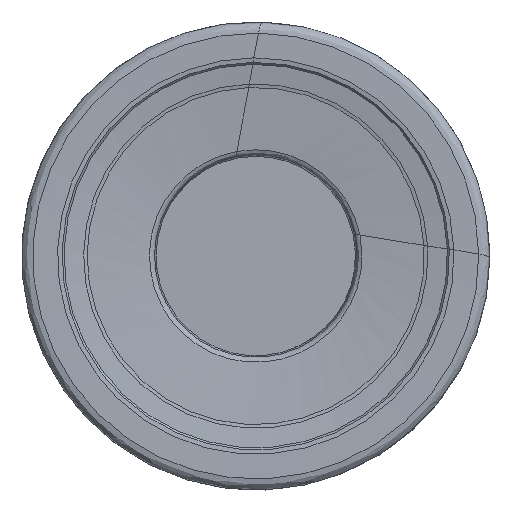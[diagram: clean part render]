
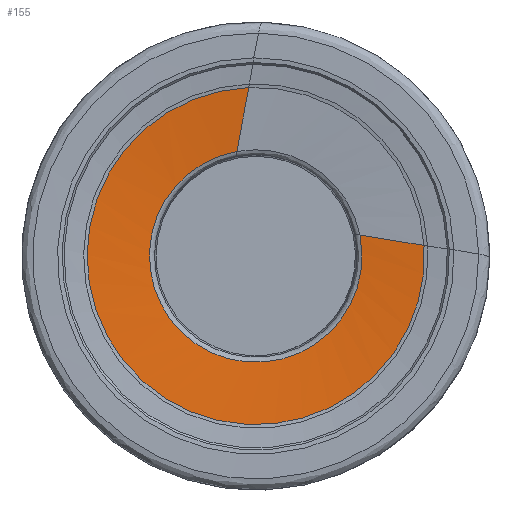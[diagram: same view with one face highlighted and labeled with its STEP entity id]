
A CAD part, left-side view. The second image highlights one B-rep face of the part: STEP entity #155.
In plain terms, the highlighted free-form (B-spline) face has degree [1, 3] with [2, 7] control points.
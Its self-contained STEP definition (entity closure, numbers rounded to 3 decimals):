
#155=ADVANCED_FACE('',(#276),#228,.F.);
#228=(
BOUNDED_SURFACE()
B_SPLINE_SURFACE(1,3,((#1849,#1850,#1851,#1852,#1853,#1854,#1855),(#1856,
#1857,#1858,#1859,#1860,#1861,#1862)),.UNSPECIFIED.,.F.,.F.,.F.)
B_SPLINE_SURFACE_WITH_KNOTS((2,2),(4,3,4),(0.,1.),(0.,0.5,1.),
 .UNSPECIFIED.)
GEOMETRIC_REPRESENTATION_ITEM()
RATIONAL_B_SPLINE_SURFACE(((1.,0.585,0.585,1.,0.585,
0.585,1.),(1.,0.585,0.585,1.,0.585,
0.585,1.)))
REPRESENTATION_ITEM('')
SURFACE()
);
#276=FACE_OUTER_BOUND('',#326,.T.);
#326=EDGE_LOOP('',(#566,#567,#568,#569));
#401=CIRCLE('',#986,11.522);
#423=CIRCLE('',#1014,7.262);
#566=ORIENTED_EDGE('',*,*,#854,.F.);
#567=ORIENTED_EDGE('',*,*,#787,.F.);
#568=ORIENTED_EDGE('',*,*,#855,.F.);
#569=ORIENTED_EDGE('',*,*,#851,.T.);
#711=VERTEX_POINT('',#1343);
#712=VERTEX_POINT('',#1345);
#756=VERTEX_POINT('',#1815);
#757=VERTEX_POINT('',#1816);
#787=EDGE_CURVE('',#712,#711,#401,.T.);
#851=EDGE_CURVE('',#756,#757,#423,.T.);
#854=EDGE_CURVE('',#711,#757,#940,.T.);
#855=EDGE_CURVE('',#756,#712,#941,.T.);
#940=LINE('',#1847,#980);
#941=LINE('',#1848,#981);
#980=VECTOR('',#1196,1.);
#981=VECTOR('',#1197,1.);
#986=AXIS2_PLACEMENT_3D('',#1358,#1098,#1099);
#1014=AXIS2_PLACEMENT_3D('',#1814,#1190,#1191);
#1098=DIRECTION('',(1.,0.,0.));
#1099=DIRECTION('',(0.,-0.998,0.063));
#1190=DIRECTION('',(1.,0.,0.));
#1191=DIRECTION('',(0.,-0.98,0.198));
#1196=DIRECTION('',(0.088,0.182,-0.979));
#1197=DIRECTION('',(-0.088,-0.983,-0.161));
#1343=CARTESIAN_POINT('',(0.494,0.477,11.512));
#1345=CARTESIAN_POINT('',(0.494,-11.499,0.724));
#1358=CARTESIAN_POINT('',(0.494,0.,0.));
#1814=CARTESIAN_POINT('',(0.887,0.,0.));
#1815=CARTESIAN_POINT('',(0.887,-7.118,1.44));
#1816=CARTESIAN_POINT('',(0.887,1.287,7.147));
#1847=CARTESIAN_POINT('',(0.887,1.287,7.147));
#1848=CARTESIAN_POINT('',(0.887,-7.118,1.44));
#1849=CARTESIAN_POINT('',(0.887,-7.118,1.44));
#1850=CARTESIAN_POINT('',(0.887,-8.637,-6.069));
#1851=CARTESIAN_POINT('',(0.887,-2.258,-10.311));
#1852=CARTESIAN_POINT('',(0.887,4.08,-6.008));
#1853=CARTESIAN_POINT('',(0.887,10.417,-1.704));
#1854=CARTESIAN_POINT('',(0.887,8.827,5.789));
#1855=CARTESIAN_POINT('',(0.887,1.287,7.147));
#1856=CARTESIAN_POINT('',(0.494,-11.499,0.724));
#1857=CARTESIAN_POINT('',(0.494,-12.263,-11.407));
#1858=CARTESIAN_POINT('',(0.494,-1.319,-16.696));
#1859=CARTESIAN_POINT('',(0.494,7.712,-8.561));
#1860=CARTESIAN_POINT('',(0.494,16.743,-0.425));
#1861=CARTESIAN_POINT('',(0.494,12.621,11.009));
#1862=CARTESIAN_POINT('',(0.494,0.477,11.512));
